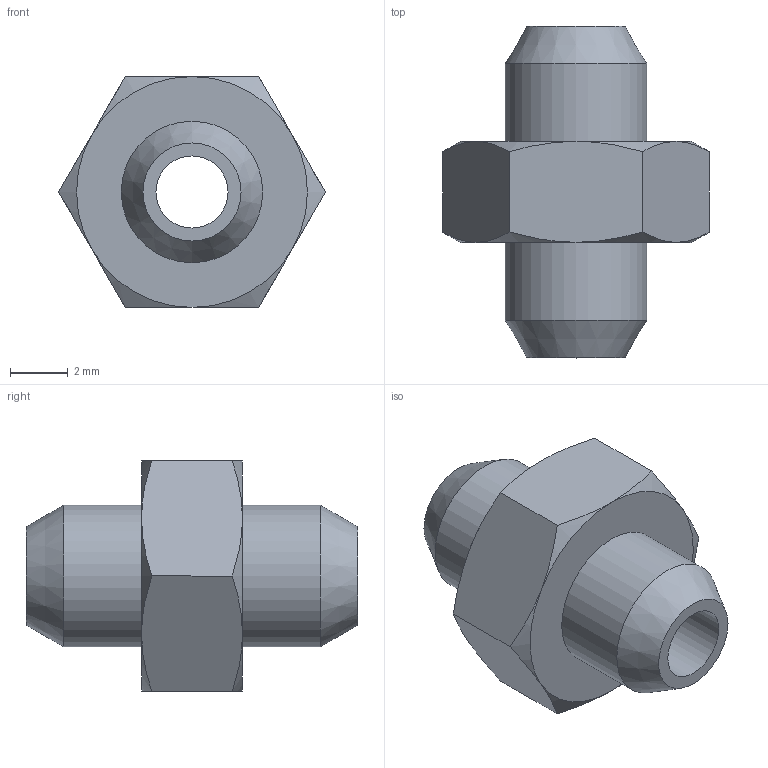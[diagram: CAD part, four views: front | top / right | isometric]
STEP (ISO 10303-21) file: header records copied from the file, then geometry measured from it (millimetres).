
FILE_DESCRIPTION (( 'STEP AP214' ), '1' );
FILE_NAME ('020100001B500A.STEP', '2013-08-08T07:05:15', ( 'ST01' ), ( '' ), 'SwSTEP 2.0', 'SolidWorks 2012', '' );
FILE_SCHEMA (( 'AUTOMOTIVE_DESIGN' ));
Length unit declared in the file: millimetre
Products named in the file (1): 020100001B500A
Bounding box: 9.24 x 11.5 x 8 mm (x, y, z)
Volume: 273.8 mm3; surface area: 385.9 mm2
Topology: 1 solids, 1 shells, 27 faces, 56 edges, 33 vertices
Faces by surface type: cone 14, plane 10, cylinder 3
Full cylindrical faces by diameter (mm): 2.5 x1, 4.9 x2
Entity records: 734 total; most frequent: CARTESIAN_POINT 182, DIRECTION 102, ORIENTED_EDGE 100, EDGE_CURVE 50, AXIS2_PLACEMENT_3D 48, EDGE_LOOP 36, VERTEX_POINT 32, FACE_OUTER_BOUND 30
